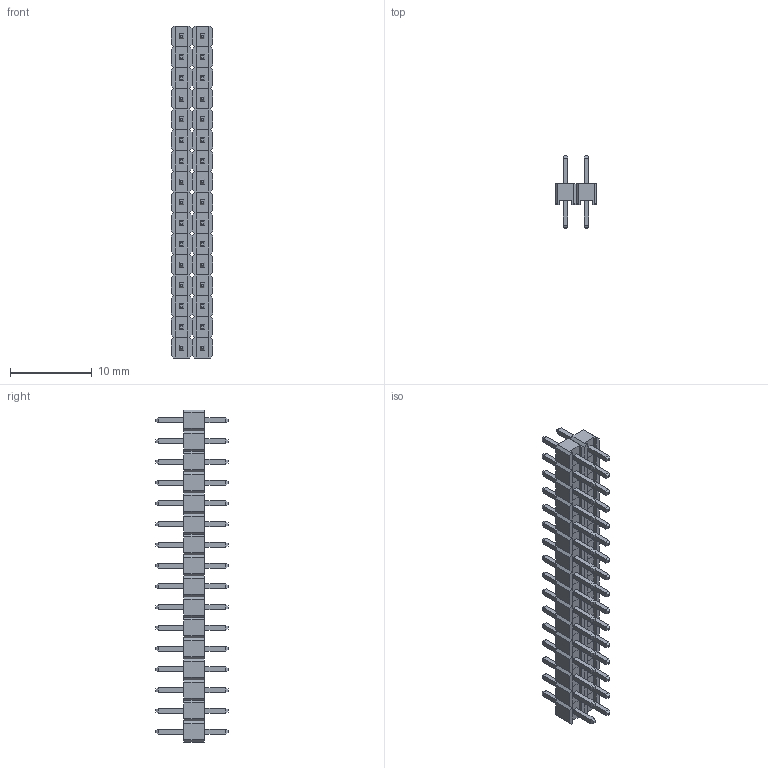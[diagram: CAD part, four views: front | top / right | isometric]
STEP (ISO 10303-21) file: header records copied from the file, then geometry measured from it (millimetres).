
FILE_DESCRIPTION (( 'STEP AP214' ), '1' );
FILE_NAME ('Pin Header 2x16 Way.STEP', '2025-07-01T09:35:00', ( '' ), ( '' ), 'SwSTEP 2.0', 'SolidWorks 2025', '' );
FILE_SCHEMA (( 'AUTOMOTIVE_DESIGN' ));
Length unit declared in the file: millimetre
Products named in the file (1): Pin Header 2x16 Way
Bounding box: 5.08 x 8.88 x 40.64 mm (x, y, z)
Volume: 519.3 mm3; surface area: 1674.6 mm2
Topology: 32 solids, 32 shells, 1024 faces, 2432 edges, 1536 vertices
Faces by surface type: plane 1024
Entity records: 40114 total; most frequent: CARTESIAN_POINT 4993, ORIENTED_EDGE 4864, DIRECTION 4482, EDGE_CURVE 2432, LINE 2432, VECTOR 2432, VERTEX_POINT 1536, EDGE_LOOP 1088
